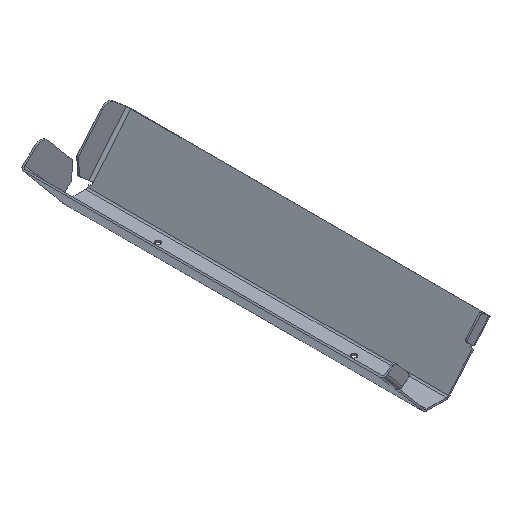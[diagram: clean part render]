
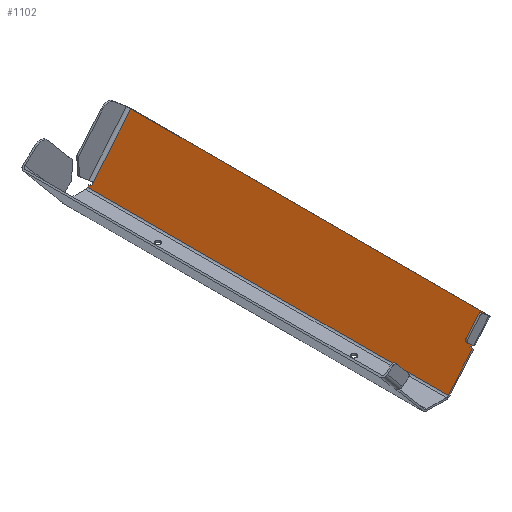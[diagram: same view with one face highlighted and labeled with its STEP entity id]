
A CAD part, isometric view. The second image highlights one B-rep face of the part: STEP entity #1102.
In plain terms, the highlighted planar face has unit normal (-0.766, 0, 0.643).
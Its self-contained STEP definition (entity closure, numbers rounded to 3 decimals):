
#180=ORIENTED_EDGE('',*,*,#496,.F.);
#181=ORIENTED_EDGE('',*,*,#424,.F.);
#182=ORIENTED_EDGE('',*,*,#497,.T.);
#183=ORIENTED_EDGE('',*,*,#498,.T.);
#184=ORIENTED_EDGE('',*,*,#499,.T.);
#185=ORIENTED_EDGE('',*,*,#483,.F.);
#186=ORIENTED_EDGE('',*,*,#500,.F.);
#187=ORIENTED_EDGE('',*,*,#445,.F.);
#188=ORIENTED_EDGE('',*,*,#501,.F.);
#189=ORIENTED_EDGE('',*,*,#421,.F.);
#421=EDGE_CURVE('',#584,#586,#693,.F.);
#424=EDGE_CURVE('',#588,#589,#696,.T.);
#445=EDGE_CURVE('',#606,#607,#713,.T.);
#483=EDGE_CURVE('',#640,#641,#741,.T.);
#496=EDGE_CURVE('',#589,#584,#748,.F.);
#497=EDGE_CURVE('',#588,#648,#749,.T.);
#498=EDGE_CURVE('',#648,#649,#750,.T.);
#499=EDGE_CURVE('',#649,#641,#751,.T.);
#500=EDGE_CURVE('',#607,#640,#752,.T.);
#501=EDGE_CURVE('',#586,#606,#753,.F.);
#584=VERTEX_POINT('',#1610);
#586=VERTEX_POINT('',#1613);
#588=VERTEX_POINT('',#1619);
#589=VERTEX_POINT('',#1620);
#606=VERTEX_POINT('',#1659);
#607=VERTEX_POINT('',#1661);
#640=VERTEX_POINT('',#1735);
#641=VERTEX_POINT('',#1737);
#648=VERTEX_POINT('',#1761);
#649=VERTEX_POINT('',#1763);
#693=LINE('',#1612,#809);
#696=LINE('',#1618,#812);
#713=LINE('',#1660,#829);
#741=LINE('',#1736,#857);
#748=LINE('',#1759,#864);
#749=LINE('',#1760,#865);
#750=LINE('',#1762,#866);
#751=LINE('',#1764,#867);
#752=LINE('',#1765,#868);
#753=LINE('',#1766,#869);
#809=VECTOR('',#1278,1000.);
#812=VECTOR('',#1283,1000.);
#829=VECTOR('',#1312,1000.);
#857=VECTOR('',#1368,1000.);
#864=VECTOR('',#1393,1000.);
#865=VECTOR('',#1394,1000.);
#866=VECTOR('',#1395,1000.);
#867=VECTOR('',#1396,1000.);
#868=VECTOR('',#1397,1000.);
#869=VECTOR('',#1398,1000.);
#938=EDGE_LOOP('',(#180,#181,#182,#183,#184,#185,#186,#187,#188,#189));
#1004=FACE_BOUND('',#938,.T.);
#1066=PLANE('',#1195);
#1102=ADVANCED_FACE('',(#1004),#1066,.F.);
#1195=AXIS2_PLACEMENT_3D('',#1758,#1391,#1392);
#1278=DIRECTION('',(0.643,0.,0.766));
#1283=DIRECTION('',(0.,-1.,0.));
#1312=DIRECTION('',(-0.643,0.,-0.766));
#1368=DIRECTION('',(0.643,0.,0.766));
#1391=DIRECTION('',(0.766,0.,-0.643));
#1392=DIRECTION('',(-0.643,0.,-0.766));
#1393=DIRECTION('',(0.643,0.,0.766));
#1394=DIRECTION('',(-0.643,0.,-0.766));
#1395=DIRECTION('',(-0.643,0.,-0.766));
#1396=DIRECTION('',(0.,1.,0.));
#1397=DIRECTION('',(0.,1.,0.));
#1398=DIRECTION('',(0.,1.,0.));
#1610=CARTESIAN_POINT('',(14.553,-69.,12.87));
#1612=CARTESIAN_POINT('',(14.553,-69.,12.87));
#1613=CARTESIAN_POINT('',(13.911,-69.,12.104));
#1618=CARTESIAN_POINT('',(20.467,70.,19.917));
#1619=CARTESIAN_POINT('',(20.467,69.,19.917));
#1620=CARTESIAN_POINT('',(20.467,-69.,19.917));
#1659=CARTESIAN_POINT('',(13.911,-70.,12.104));
#1660=CARTESIAN_POINT('',(4.259,-70.,0.601));
#1661=CARTESIAN_POINT('',(4.6,-70.,1.007));
#1735=CARTESIAN_POINT('',(4.6,70.,1.007));
#1736=CARTESIAN_POINT('',(4.259,70.,0.601));
#1737=CARTESIAN_POINT('',(5.169,70.,1.685));
#1758=CARTESIAN_POINT('',(2.203,0.,-1.849));
#1759=CARTESIAN_POINT('',(14.553,-69.,12.87));
#1760=CARTESIAN_POINT('',(5.812,69.,2.451));
#1761=CARTESIAN_POINT('',(5.812,69.,2.451));
#1762=CARTESIAN_POINT('',(5.812,69.,2.451));
#1763=CARTESIAN_POINT('',(5.169,69.,1.685));
#1764=CARTESIAN_POINT('',(5.169,69.,1.685));
#1765=CARTESIAN_POINT('',(4.6,-70.,1.007));
#1766=CARTESIAN_POINT('',(13.911,-69.,12.104));
